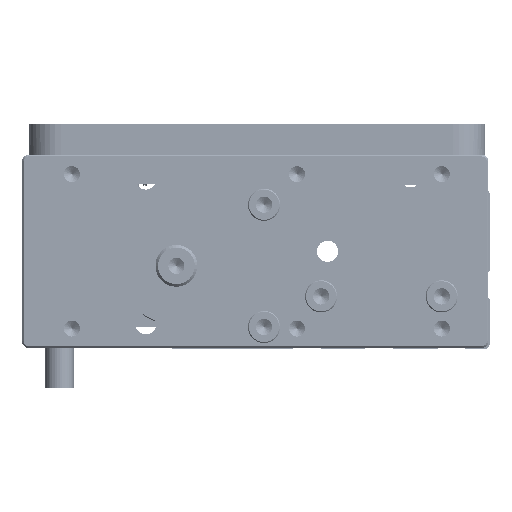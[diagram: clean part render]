
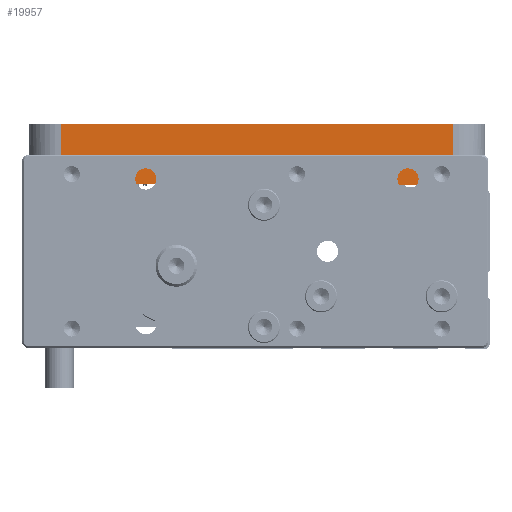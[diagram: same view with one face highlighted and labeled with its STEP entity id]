
A CAD part, left-side view. The second image highlights one B-rep face of the part: STEP entity #19957.
In plain terms, the highlighted face is planar.
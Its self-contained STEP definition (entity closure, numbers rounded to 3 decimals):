
#546 = CARTESIAN_POINT ( 'NONE',  ( 45.5, -51.3, 18.5 ) ) ;
#3817 = CARTESIAN_POINT ( 'NONE',  ( 45.5, -55.3, 20.8 ) ) ;
#6051 = ORIENTED_EDGE ( 'NONE', *, *, #73463, .F. ) ;
#6769 = CARTESIAN_POINT ( 'NONE',  ( 45.5, -55.3, 15.5 ) ) ;
#9169 = VECTOR ( 'NONE', #77302, 1000. ) ;
#11021 = EDGE_CURVE ( 'NONE', #23862, #45747, #46537, .T. ) ;
#11305 = EDGE_CURVE ( 'NONE', #69738, #45747, #19518, .T. ) ;
#11518 = DIRECTION ( 'NONE',  ( 0., 0., 1. ) ) ;
#13654 = LINE ( 'NONE', #32496, #15038 ) ;
#14121 = EDGE_LOOP ( 'NONE', ( #108937, #51285, #62084, #64369, #6051, #83234, #40945, #64527, #106783, #104330 ) ) ;
#14775 = CARTESIAN_POINT ( 'NONE',  ( 45.5, -55.3, 19. ) ) ;
#15038 = VECTOR ( 'NONE', #33045, 1000. ) ;
#19518 = LINE ( 'NONE', #36096, #47523 ) ;
#19917 = LINE ( 'NONE', #109197, #35698 ) ;
#19957 = ADVANCED_FACE ( 'NONE', ( #58697 ), #51168, .F. ) ;
#23862 = VERTEX_POINT ( 'NONE', #546 ) ;
#23953 = LINE ( 'NONE', #6769, #89626 ) ;
#26224 = VECTOR ( 'NONE', #26350, 1000. ) ;
#26350 = DIRECTION ( 'NONE',  ( 0., 0., -1. ) ) ;
#26918 = DIRECTION ( 'NONE',  ( 0., 0., 1. ) ) ;
#27670 = EDGE_CURVE ( 'NONE', #53665, #64575, #19917, .T. ) ;
#32326 = CARTESIAN_POINT ( 'NONE',  ( 45.5, 29.5, 19. ) ) ;
#32496 = CARTESIAN_POINT ( 'NONE',  ( 45.5, 0., 23. ) ) ;
#33045 = DIRECTION ( 'NONE',  ( 0., 1., 0. ) ) ;
#35698 = VECTOR ( 'NONE', #90304, 1000. ) ;
#35969 = VECTOR ( 'NONE', #78309, 1000. ) ;
#36096 = CARTESIAN_POINT ( 'NONE',  ( 45.5, 19.5, 19. ) ) ;
#38340 = LINE ( 'NONE', #73283, #66119 ) ;
#40945 = ORIENTED_EDGE ( 'NONE', *, *, #46010, .F. ) ;
#42041 = DIRECTION ( 'NONE',  ( 0., -1., 0. ) ) ;
#44234 = VERTEX_POINT ( 'NONE', #89124 ) ;
#45747 = VERTEX_POINT ( 'NONE', #106051 ) ;
#46010 = EDGE_CURVE ( 'NONE', #93108, #65526, #50433, .T. ) ;
#46537 = LINE ( 'NONE', #98625, #69350 ) ;
#47523 = VECTOR ( 'NONE', #11518, 1000. ) ;
#50433 = LINE ( 'NONE', #85369, #26224 ) ;
#50806 = DIRECTION ( 'NONE',  ( 0., 1., 0. ) ) ;
#51168 = PLANE ( 'NONE',  #67336 ) ;
#51285 = ORIENTED_EDGE ( 'NONE', *, *, #11021, .F. ) ;
#53665 = VERTEX_POINT ( 'NONE', #82816 ) ;
#58697 = FACE_OUTER_BOUND ( 'NONE', #14121, .T. ) ;
#59007 = CARTESIAN_POINT ( 'NONE',  ( 45.5, -101., 23. ) ) ;
#60126 = CARTESIAN_POINT ( 'NONE',  ( 45.5, -102.5, 0. ) ) ;
#62084 = ORIENTED_EDGE ( 'NONE', *, *, #107997, .F. ) ;
#64369 = ORIENTED_EDGE ( 'NONE', *, *, #83646, .F. ) ;
#64527 = ORIENTED_EDGE ( 'NONE', *, *, #85458, .F. ) ;
#64575 = VERTEX_POINT ( 'NONE', #60126 ) ;
#65526 = VERTEX_POINT ( 'NONE', #88970 ) ;
#66119 = VECTOR ( 'NONE', #26918, 1000. ) ;
#67336 = AXIS2_PLACEMENT_3D ( 'NONE', #32326, #86103, #42041 ) ;
#67531 = LINE ( 'NONE', #112213, #9169 ) ;
#69350 = VECTOR ( 'NONE', #88912, 1000. ) ;
#69738 = VERTEX_POINT ( 'NONE', #102340 ) ;
#70177 = CARTESIAN_POINT ( 'NONE',  ( 45.5, -55.3, 15.5 ) ) ;
#73283 = CARTESIAN_POINT ( 'NONE',  ( 45.5, -51.3, 20.8 ) ) ;
#73463 = EDGE_CURVE ( 'NONE', #94218, #110142, #82207, .T. ) ;
#77302 = DIRECTION ( 'NONE',  ( 0., 1., 0. ) ) ;
#78309 = DIRECTION ( 'NONE',  ( 0., 1., 0. ) ) ;
#80521 = DIRECTION ( 'NONE',  ( 0., 0., -1. ) ) ;
#80608 = CARTESIAN_POINT ( 'NONE',  ( 45.5, 29.5, 0. ) ) ;
#82207 = LINE ( 'NONE', #3817, #87771 ) ;
#82816 = CARTESIAN_POINT ( 'NONE',  ( 45.5, -102.5, 23. ) ) ;
#83234 = ORIENTED_EDGE ( 'NONE', *, *, #106081, .F. ) ;
#83646 = EDGE_CURVE ( 'NONE', #110142, #44234, #23953, .T. ) ;
#85369 = CARTESIAN_POINT ( 'NONE',  ( 45.5, -101., 23. ) ) ;
#85458 = EDGE_CURVE ( 'NONE', #53665, #93108, #13654, .T. ) ;
#86103 = DIRECTION ( 'NONE',  ( -1., 0., 0. ) ) ;
#87771 = VECTOR ( 'NONE', #80521, 1000. ) ;
#88912 = DIRECTION ( 'NONE',  ( 0., 1., 0. ) ) ;
#88970 = CARTESIAN_POINT ( 'NONE',  ( 45.5, -101., 19. ) ) ;
#89124 = CARTESIAN_POINT ( 'NONE',  ( 45.5, -51.3, 15.5 ) ) ;
#89626 = VECTOR ( 'NONE', #50806, 1000. ) ;
#90304 = DIRECTION ( 'NONE',  ( 0., 0., -1. ) ) ;
#93108 = VERTEX_POINT ( 'NONE', #59007 ) ;
#94218 = VERTEX_POINT ( 'NONE', #14775 ) ;
#98625 = CARTESIAN_POINT ( 'NONE',  ( 45.5, -51.3, 18.5 ) ) ;
#100652 = EDGE_CURVE ( 'NONE', #64575, #69738, #105774, .T. ) ;
#102340 = CARTESIAN_POINT ( 'NONE',  ( 45.5, 19.5, 0. ) ) ;
#104330 = ORIENTED_EDGE ( 'NONE', *, *, #100652, .T. ) ;
#105774 = LINE ( 'NONE', #80608, #35969 ) ;
#106051 = CARTESIAN_POINT ( 'NONE',  ( 45.5, 19.5, 18.5 ) ) ;
#106081 = EDGE_CURVE ( 'NONE', #65526, #94218, #67531, .T. ) ;
#106783 = ORIENTED_EDGE ( 'NONE', *, *, #27670, .T. ) ;
#107997 = EDGE_CURVE ( 'NONE', #44234, #23862, #38340, .T. ) ;
#108937 = ORIENTED_EDGE ( 'NONE', *, *, #11305, .T. ) ;
#109197 = CARTESIAN_POINT ( 'NONE',  ( 45.5, -102.5, 19. ) ) ;
#110142 = VERTEX_POINT ( 'NONE', #70177 ) ;
#112213 = CARTESIAN_POINT ( 'NONE',  ( 45.5, 29.5, 19. ) ) ;
